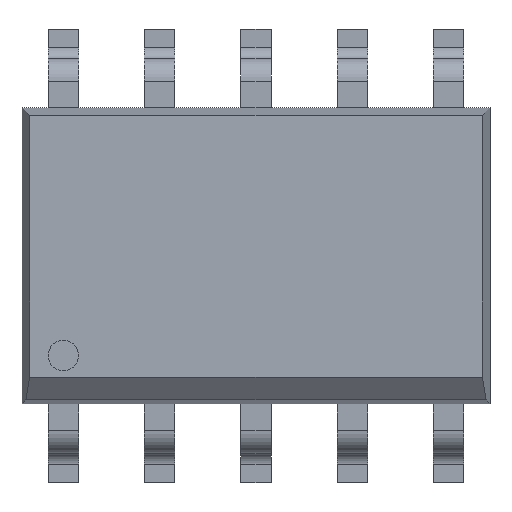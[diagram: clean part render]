
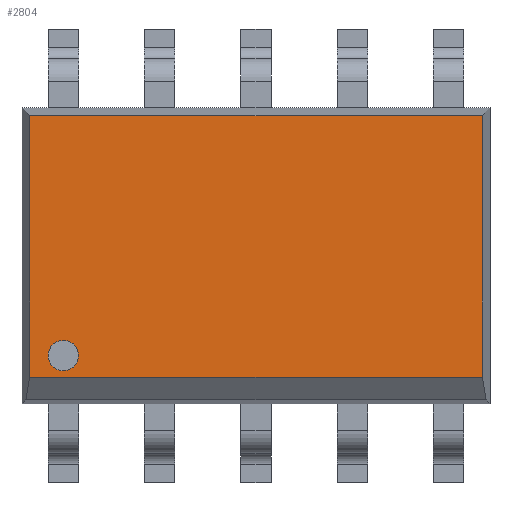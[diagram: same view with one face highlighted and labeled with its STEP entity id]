
A CAD part, top view. The second image highlights one B-rep face of the part: STEP entity #2804.
In plain terms, the highlighted planar face has unit normal (0, 0, 1).
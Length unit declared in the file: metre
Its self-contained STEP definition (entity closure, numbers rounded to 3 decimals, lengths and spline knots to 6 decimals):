
#163=CIRCLE('',#3189,0.0002);
#901=ORIENTED_EDGE('',*,*,#1323,.T.);
#902=ORIENTED_EDGE('',*,*,#1324,.T.);
#903=ORIENTED_EDGE('',*,*,#1325,.T.);
#904=ORIENTED_EDGE('',*,*,#1326,.T.);
#905=ORIENTED_EDGE('',*,*,#1327,.T.);
#1323=EDGE_CURVE('',#1592,#1592,#163,.F.);
#1324=EDGE_CURVE('',#1593,#1594,#1896,.T.);
#1325=EDGE_CURVE('',#1594,#1595,#1897,.T.);
#1326=EDGE_CURVE('',#1595,#1596,#1898,.T.);
#1327=EDGE_CURVE('',#1596,#1593,#1899,.T.);
#1592=VERTEX_POINT('',#4791);
#1593=VERTEX_POINT('',#4793);
#1594=VERTEX_POINT('',#4794);
#1595=VERTEX_POINT('',#4796);
#1596=VERTEX_POINT('',#4798);
#1896=LINE('',#4792,#2207);
#1897=LINE('',#4795,#2208);
#1898=LINE('',#4797,#2209);
#1899=LINE('',#4799,#2210);
#2207=VECTOR('',#3969,1.);
#2208=VECTOR('',#3970,1.);
#2209=VECTOR('',#3971,1.);
#2210=VECTOR('',#3972,1.);
#2370=EDGE_LOOP('',(#901));
#2371=EDGE_LOOP('',(#902,#903,#904,#905));
#2529=FACE_BOUND('',#2370,.T.);
#2530=FACE_BOUND('',#2371,.T.);
#2648=PLANE('',#3188);
#2804=ADVANCED_FACE('',(#2529,#2530),#2648,.T.);
#3188=AXIS2_PLACEMENT_3D('',#4789,#3965,#3966);
#3189=AXIS2_PLACEMENT_3D('',#4790,#3967,#3968);
#3965=DIRECTION('',(0.,0.,1.));
#3966=DIRECTION('',(1.,0.,0.));
#3967=DIRECTION('',(0.,0.,1.));
#3968=DIRECTION('',(1.,0.,0.));
#3969=DIRECTION('',(0.,-1.,0.));
#3970=DIRECTION('',(1.,0.,0.));
#3971=DIRECTION('',(0.,1.,0.));
#3972=DIRECTION('',(-1.,0.,0.));
#4789=CARTESIAN_POINT('',(0.,0.,0.00135));
#4790=CARTESIAN_POINT('',(-0.00254,-0.001315,0.00135));
#4791=CARTESIAN_POINT('',(-0.00234,-0.001315,0.00135));
#4792=CARTESIAN_POINT('',(-0.002985,-0.00195,0.00135));
#4793=CARTESIAN_POINT('',(-0.002985,0.00185,0.00135));
#4794=CARTESIAN_POINT('',(-0.002985,-0.0016,0.00135));
#4795=CARTESIAN_POINT('',(0.,-0.0016,0.00135));
#4796=CARTESIAN_POINT('',(0.002985,-0.0016,0.00135));
#4797=CARTESIAN_POINT('',(0.002985,0.,0.00135));
#4798=CARTESIAN_POINT('',(0.002985,0.00185,0.00135));
#4799=CARTESIAN_POINT('',(0.,0.00185,0.00135));
